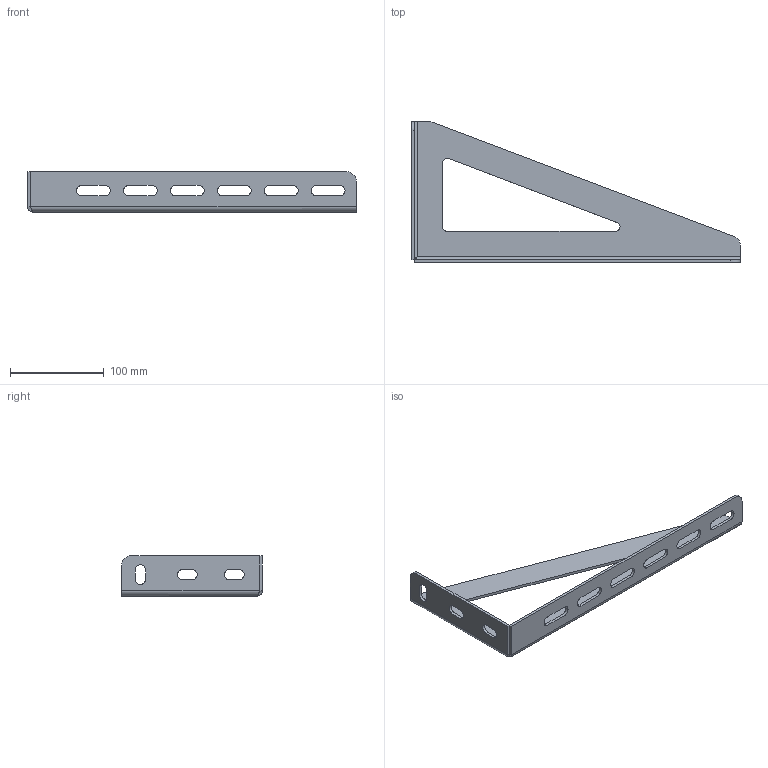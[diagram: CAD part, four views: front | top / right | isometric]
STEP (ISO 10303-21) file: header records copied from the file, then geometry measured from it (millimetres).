
FILE_DESCRIPTION (( 'STEP AP203' ), '1' );
FILE_NAME ('T84106.STEP', '2018-09-18T07:57:16', ( '' ), ( '' ), 'SwSTEP 2.0', 'SolidWorks 2016', '' );
FILE_SCHEMA (( 'CONFIG_CONTROL_DESIGN' ));
Length unit declared in the file: millimetre
Products named in the file (1): T84106
Bounding box: 350 x 150 x 43 mm (x, y, z)
Volume: 118317.2 mm3; surface area: 85439.7 mm2
Topology: 1 solids, 1 shells, 71 faces, 191 edges, 122 vertices
Faces by surface type: plane 38, cylinder 31, bspline 2
Entity records: 2429 total; most frequent: CARTESIAN_POINT 502, ORIENTED_EDGE 382, DIRECTION 382, EDGE_CURVE 191, AXIS2_PLACEMENT_3D 128, LINE 126, VECTOR 126, VERTEX_POINT 122
